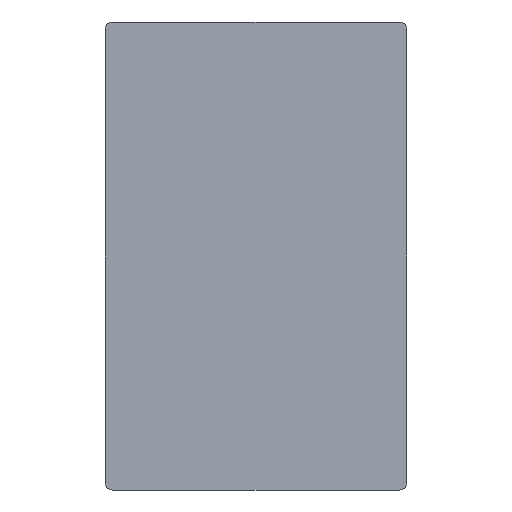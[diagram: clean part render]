
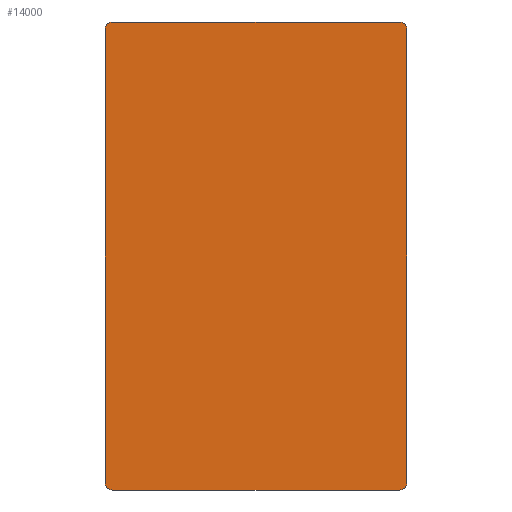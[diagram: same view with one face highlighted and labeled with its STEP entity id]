
A CAD part, left-side view. The second image highlights one B-rep face of the part: STEP entity #14000.
In plain terms, the highlighted planar face has unit normal (-1, 0, 0).
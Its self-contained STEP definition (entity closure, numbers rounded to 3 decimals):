
#167 = AXIS2_PLACEMENT_3D ( 'NONE', #12958, #5043, #8341 ) ;
#308 = CARTESIAN_POINT ( 'NONE',  ( 0., 19.5, -31. ) ) ;
#358 = DIRECTION ( 'NONE',  ( 1., 0., 0. ) ) ;
#382 = CARTESIAN_POINT ( 'NONE',  ( 0., 19.5, -0.5 ) ) ;
#396 = EDGE_CURVE ( 'NONE', #6953, #13270, #7192, .T. ) ;
#405 = ORIENTED_EDGE ( 'NONE', *, *, #9011, .F. ) ;
#580 = CARTESIAN_POINT ( 'NONE',  ( 0., 0.5, 0. ) ) ;
#842 = LINE ( 'NONE', #11958, #10546 ) ;
#1034 = VERTEX_POINT ( 'NONE', #12769 ) ;
#1154 = DIRECTION ( 'NONE',  ( 0., 1., 0. ) ) ;
#2265 = DIRECTION ( 'NONE',  ( 1., 0., 0. ) ) ;
#2270 = ORIENTED_EDGE ( 'NONE', *, *, #3653, .F. ) ;
#2465 = LINE ( 'NONE', #580, #13368 ) ;
#2588 = DIRECTION ( 'NONE',  ( 1., 0., 0. ) ) ;
#3205 = CARTESIAN_POINT ( 'NONE',  ( 0., 0.5, -0.5 ) ) ;
#3652 = DIRECTION ( 'NONE',  ( 0., 0., 1. ) ) ;
#3653 = EDGE_CURVE ( 'NONE', #11381, #6766, #7169, .T. ) ;
#3729 = EDGE_CURVE ( 'NONE', #13270, #11381, #13223, .T. ) ;
#3843 = CARTESIAN_POINT ( 'NONE',  ( 0., 0., -0.5 ) ) ;
#4085 = PLANE ( 'NONE',  #167 ) ;
#4647 = AXIS2_PLACEMENT_3D ( 'NONE', #382, #2588, #13779 ) ;
#4741 = VECTOR ( 'NONE', #1154, 1000. ) ;
#4785 = ORIENTED_EDGE ( 'NONE', *, *, #4967, .F. ) ;
#4967 = EDGE_CURVE ( 'NONE', #1034, #6953, #9271, .T. ) ;
#5043 = DIRECTION ( 'NONE',  ( -1., 0., 0. ) ) ;
#5237 = AXIS2_PLACEMENT_3D ( 'NONE', #8112, #5820, #3652 ) ;
#5787 = VERTEX_POINT ( 'NONE', #6556 ) ;
#5820 = DIRECTION ( 'NONE',  ( 1., 0., 0. ) ) ;
#6020 = FACE_OUTER_BOUND ( 'NONE', #7498, .T. ) ;
#6556 = CARTESIAN_POINT ( 'NONE',  ( 0., 0.5, 0. ) ) ;
#6766 = VERTEX_POINT ( 'NONE', #8800 ) ;
#6926 = CARTESIAN_POINT ( 'NONE',  ( 0., 0., -30.5 ) ) ;
#6953 = VERTEX_POINT ( 'NONE', #6926 ) ;
#7032 = CARTESIAN_POINT ( 'NONE',  ( 0., 19.5, -30.5 ) ) ;
#7169 = CIRCLE ( 'NONE', #10357, 0.5 ) ;
#7192 = CIRCLE ( 'NONE', #5237, 0.5 ) ;
#7257 = CIRCLE ( 'NONE', #4647, 0.5 ) ;
#7498 = EDGE_LOOP ( 'NONE', ( #8910, #405, #11376, #14289, #2270, #10639, #9080, #4785 ) ) ;
#7685 = VERTEX_POINT ( 'NONE', #10742 ) ;
#8112 = CARTESIAN_POINT ( 'NONE',  ( 0., 0.5, -30.5 ) ) ;
#8116 = CARTESIAN_POINT ( 'NONE',  ( 0., 0.5, -31. ) ) ;
#8341 = DIRECTION ( 'NONE',  ( 0., 0., 1. ) ) ;
#8495 = CIRCLE ( 'NONE', #10300, 0.5 ) ;
#8800 = CARTESIAN_POINT ( 'NONE',  ( 0., 20., -30.5 ) ) ;
#8910 = ORIENTED_EDGE ( 'NONE', *, *, #10868, .F. ) ;
#9011 = EDGE_CURVE ( 'NONE', #7685, #5787, #2465, .T. ) ;
#9080 = ORIENTED_EDGE ( 'NONE', *, *, #396, .F. ) ;
#9271 = LINE ( 'NONE', #3843, #13783 ) ;
#9378 = DIRECTION ( 'NONE',  ( 0., 0., -1. ) ) ;
#9690 = DIRECTION ( 'NONE',  ( 0., 0., -1. ) ) ;
#10300 = AXIS2_PLACEMENT_3D ( 'NONE', #3205, #2265, #12068 ) ;
#10357 = AXIS2_PLACEMENT_3D ( 'NONE', #7032, #358, #9378 ) ;
#10546 = VECTOR ( 'NONE', #13208, 1000. ) ;
#10639 = ORIENTED_EDGE ( 'NONE', *, *, #3729, .F. ) ;
#10742 = CARTESIAN_POINT ( 'NONE',  ( 0., 19.5, 0. ) ) ;
#10868 = EDGE_CURVE ( 'NONE', #5787, #1034, #8495, .T. ) ;
#11376 = ORIENTED_EDGE ( 'NONE', *, *, #13887, .F. ) ;
#11381 = VERTEX_POINT ( 'NONE', #308 ) ;
#11800 = EDGE_CURVE ( 'NONE', #6766, #13426, #842, .T. ) ;
#11958 = CARTESIAN_POINT ( 'NONE',  ( 0., 20., -0.5 ) ) ;
#12068 = DIRECTION ( 'NONE',  ( 0., 0., 1. ) ) ;
#12290 = CARTESIAN_POINT ( 'NONE',  ( 0., 0.5, -31. ) ) ;
#12769 = CARTESIAN_POINT ( 'NONE',  ( 0., 0., -0.5 ) ) ;
#12958 = CARTESIAN_POINT ( 'NONE',  ( 0., 0.5, -0.5 ) ) ;
#13002 = CARTESIAN_POINT ( 'NONE',  ( 0., 20., -0.5 ) ) ;
#13208 = DIRECTION ( 'NONE',  ( 0., 0., 1. ) ) ;
#13223 = LINE ( 'NONE', #12290, #4741 ) ;
#13270 = VERTEX_POINT ( 'NONE', #8116 ) ;
#13368 = VECTOR ( 'NONE', #13835, 1000. ) ;
#13426 = VERTEX_POINT ( 'NONE', #13002 ) ;
#13779 = DIRECTION ( 'NONE',  ( 0., 0., -1. ) ) ;
#13783 = VECTOR ( 'NONE', #9690, 1000. ) ;
#13835 = DIRECTION ( 'NONE',  ( 0., -1., 0. ) ) ;
#13887 = EDGE_CURVE ( 'NONE', #13426, #7685, #7257, .T. ) ;
#14000 = ADVANCED_FACE ( 'NONE', ( #6020 ), #4085, .T. ) ;
#14289 = ORIENTED_EDGE ( 'NONE', *, *, #11800, .F. ) ;
